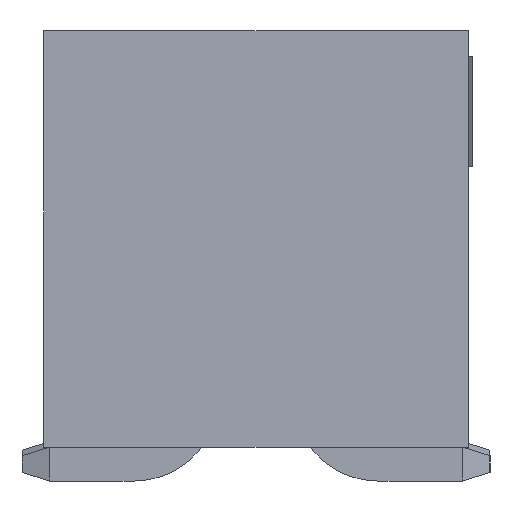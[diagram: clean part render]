
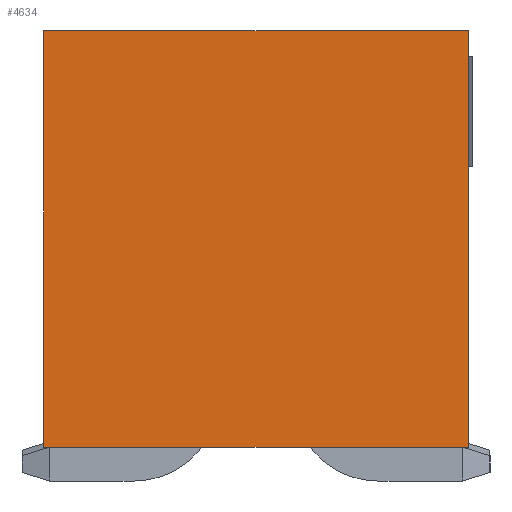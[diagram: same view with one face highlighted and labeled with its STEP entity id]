
A CAD part, left-side view. The second image highlights one B-rep face of the part: STEP entity #4634.
In plain terms, the highlighted planar face has unit normal (-1, 0, 0).
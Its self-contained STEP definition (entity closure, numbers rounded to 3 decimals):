
#627=ORIENTED_EDGE('',*,*,#1321,.F.);
#628=ORIENTED_EDGE('',*,*,#1308,.F.);
#629=ORIENTED_EDGE('',*,*,#1097,.T.);
#630=ORIENTED_EDGE('',*,*,#1416,.T.);
#1097=EDGE_CURVE('',#1602,#1601,#1925,.T.);
#1308=EDGE_CURVE('',#1602,#1750,#2136,.T.);
#1321=EDGE_CURVE('',#1750,#1757,#2149,.T.);
#1416=EDGE_CURVE('',#1601,#1757,#2244,.T.);
#1601=VERTEX_POINT('',#5829);
#1602=VERTEX_POINT('',#5831);
#1750=VERTEX_POINT('',#6246);
#1757=VERTEX_POINT('',#6267);
#1925=LINE('',#5830,#2425);
#2136=LINE('',#6245,#2636);
#2149=LINE('',#6266,#2649);
#2244=LINE('',#6454,#2744);
#2425=VECTOR('',#4940,1000.);
#2636=VECTOR('',#5263,1000.);
#2649=VECTOR('',#5278,1000.);
#2744=VECTOR('',#5419,1000.);
#3010=EDGE_LOOP('',(#627,#628,#629,#630));
#3196=FACE_BOUND('',#3010,.T.);
#3369=PLANE('',#4818);
#4634=ADVANCED_FACE('',(#3196),#3369,.T.);
#4818=AXIS2_PLACEMENT_3D('',#6455,#5420,#5421);
#4940=DIRECTION('',(0.,0.,1.));
#5263=DIRECTION('',(0.,1.,0.));
#5278=DIRECTION('',(0.,0.,1.));
#5419=DIRECTION('',(0.,1.,0.));
#5420=DIRECTION('',(-1.,0.,0.));
#5421=DIRECTION('',(0.,0.,1.));
#5829=CARTESIAN_POINT('',(-6.985,-2.5,2.45));
#5830=CARTESIAN_POINT('',(-6.985,-2.5,-2.45));
#5831=CARTESIAN_POINT('',(-6.985,-2.5,-2.45));
#6245=CARTESIAN_POINT('',(-6.985,-2.5,-2.45));
#6246=CARTESIAN_POINT('',(-6.985,2.5,-2.45));
#6266=CARTESIAN_POINT('',(-6.985,2.5,-2.45));
#6267=CARTESIAN_POINT('',(-6.985,2.5,2.45));
#6454=CARTESIAN_POINT('',(-6.985,-2.5,2.45));
#6455=CARTESIAN_POINT('',(-6.985,-2.5,-2.45));
